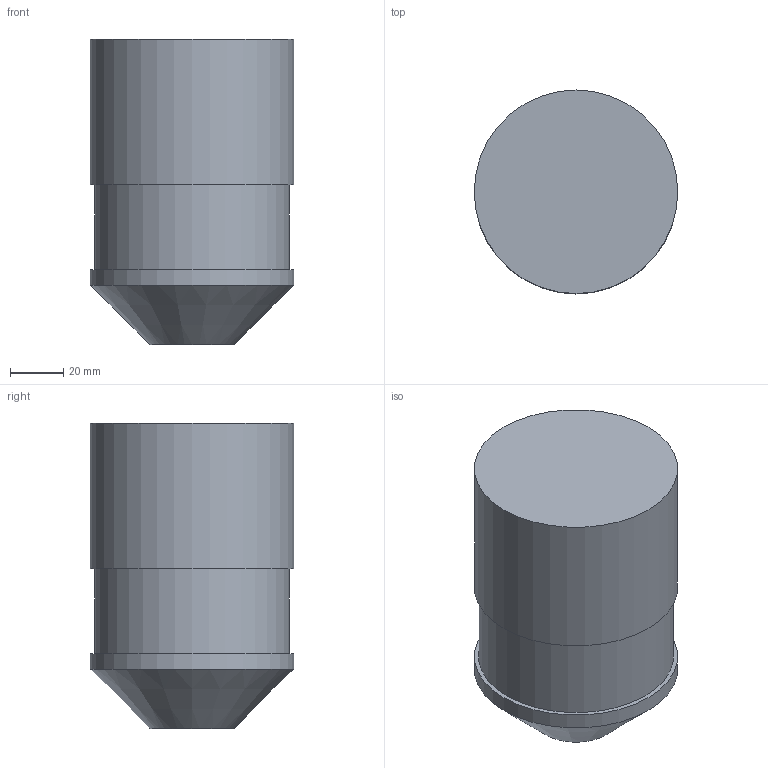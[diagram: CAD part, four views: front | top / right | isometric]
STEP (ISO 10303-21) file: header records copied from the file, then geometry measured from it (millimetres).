
FILE_DESCRIPTION(/* description */ (''),/* implementation_level */ '2;1');
FILE_NAME(/* name */ 'NA03P250_A.stp',/* time_stamp */ '2018-03-19T15:14:10-04:00',/* author */ ('James'),/* organization */ (''),/* preprocessor_version */ 'ST-DEVELOPER v16.5',/* originating_system */ 'Autodesk Inventor 2017',/* authorisation */ '');
FILE_SCHEMA (('AUTOMOTIVE_DESIGN { 1 0 10303 214 3 1 1 }'));
Length unit declared in the file: inch
Products named in the file (1): NA03P250B NOZZLE, 3 X 250
Bounding box: 76.2 x 76.2 x 114.17 mm (x, y, z)
Volume: 460767 mm3; surface area: 33137.1 mm2
Topology: 1 solids, 1 shells, 8 faces, 12 edges, 8 vertices
Faces by surface type: plane 4, cylinder 3, cone 1
Full cylindrical faces by diameter (mm): 72.898 x1, 76.2 x2
Entity records: 186 total; most frequent: DIRECTION 32, CARTESIAN_POINT 23, AXIS2_PLACEMENT_3D 16, EDGE_LOOP 14, ORIENTED_EDGE 14, FACE_OUTER_BOUND 8, ADVANCED_FACE 8, CIRCLE 7
